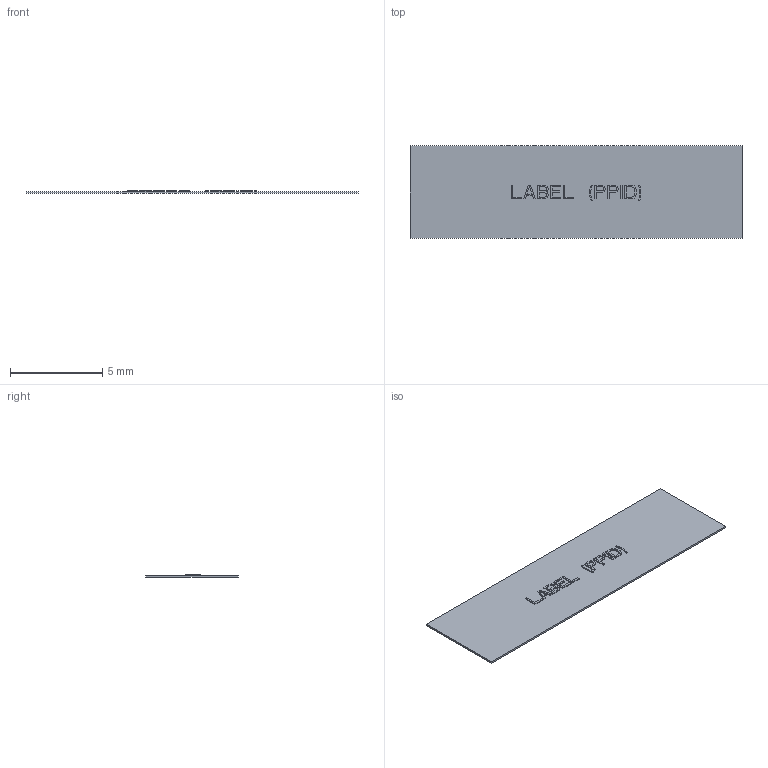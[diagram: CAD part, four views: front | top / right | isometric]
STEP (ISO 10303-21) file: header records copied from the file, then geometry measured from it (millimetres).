
FILE_DESCRIPTION(/* description */ (''),/* implementation_level */ '2;1');
FILE_NAME(/* name */ 'LOGO_LABEL_PPID_0180X0050.stp',/* time_stamp */ '2023-11-01T20:45:53+03:00',/* author */ (''),/* organization */ (''),/* preprocessor_version */ 'ST-DEVELOPER v16.7',/* originating_system */ 'SIEMENS PLM Software NX 12.0',/* authorisation */ '');
FILE_SCHEMA (('AUTOMOTIVE_DESIGN { 1 0 10303 214 3 1 1 1 }'));
Length unit declared in the file: millimetre
Products named in the file (1): LOGO_LABEL_PPID_0180X0050
Bounding box: 18 x 5 x 0.15 mm (x, y, z)
Volume: 9.1 mm3; surface area: 186.4 mm2
Topology: 1 solids, 1 shells, 207 faces, 564 edges, 376 vertices
Faces by surface type: plane 207
Entity records: 6500 total; most frequent: CARTESIAN_POINT 1148, ORIENTED_EDGE 1128, DIRECTION 980, EDGE_CURVE 564, LINE 564, VECTOR 564, VERTEX_POINT 376, EDGE_LOOP 224
